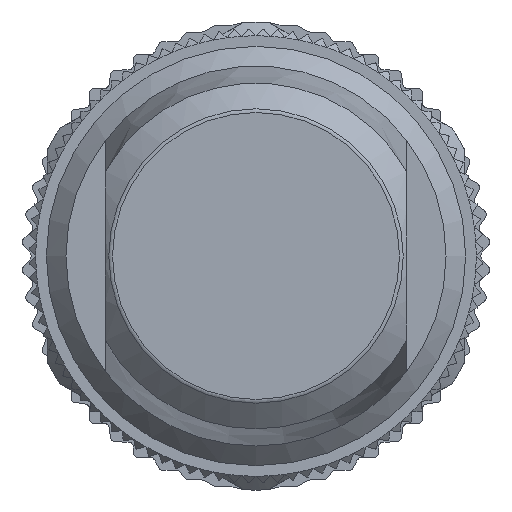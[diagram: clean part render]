
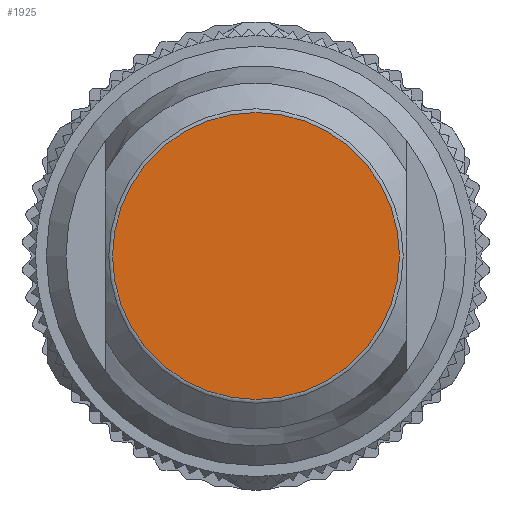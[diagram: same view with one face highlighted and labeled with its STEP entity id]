
A CAD part, front view. The second image highlights one B-rep face of the part: STEP entity #1925.
In plain terms, the highlighted planar face has unit normal (0, -1, 0).
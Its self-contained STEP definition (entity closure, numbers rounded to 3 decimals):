
#1126=CIRCLE('',#14166,6.192);
#1925=ADVANCED_FACE('',(#3056),#2302,.T.);
#2302=PLANE('',#14167);
#3056=FACE_OUTER_BOUND('',#3874,.T.);
#3874=EDGE_LOOP('',(#8227));
#8227=ORIENTED_EDGE('',*,*,#11366,.T.);
#9477=VERTEX_POINT('',#24502);
#11366=EDGE_CURVE('',#9477,#9477,#1126,.T.);
#14166=AXIS2_PLACEMENT_3D('',#24501,#17570,#17571);
#14167=AXIS2_PLACEMENT_3D('',#24503,#17572,#17573);
#17570=DIRECTION('',(0.,-1.,0.));
#17571=DIRECTION('',(0.,0.,-1.));
#17572=DIRECTION('',(0.,-1.,0.));
#17573=DIRECTION('',(0.,0.,1.));
#24501=CARTESIAN_POINT('',(0.,-45.5,0.));
#24502=CARTESIAN_POINT('',(0.,-45.5,-6.192));
#24503=CARTESIAN_POINT('',(0.,-45.5,0.));
